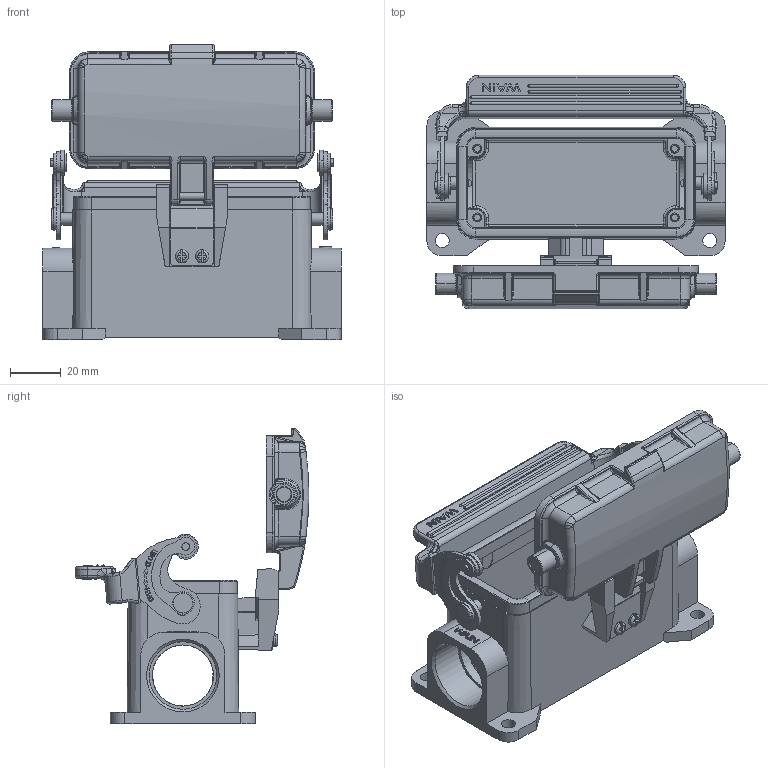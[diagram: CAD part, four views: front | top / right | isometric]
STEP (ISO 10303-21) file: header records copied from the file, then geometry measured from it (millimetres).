
FILE_DESCRIPTION(/* description */ (''),/* implementation_level */ '2;1');
FILE_NAME(/* name */ 'H16B-SF-1L.SC-MCV-2PG21.stp',/* time_stamp */ '2023-09-04T16:24:43+08:00',/* author */ (''),/* organization */ (''),/* preprocessor_version */ 'ST-DEVELOPER v18.1',/* originating_system */ 'SIEMENS PLM Software NX 1980',/* authorisation */ '');
FILE_SCHEMA (('AUTOMOTIVE_DESIGN { 1 0 10303 214 3 1 1 1 }'));
Products named in the file (1): 13844708D5DFgbuy
Bounding box: 117 x 91.74 x 116.12 mm (x, y, z)
Volume: 129213.3 mm3; surface area: 89692.6 mm2
Topology: 23 solids, 25 shells, 2165 faces, 5686 edges, 3645 vertices
Faces by surface type: cylinder 965, plane 805, torus 170, bspline 80, cone 64, sphere 38, extrusion 35, revolution 8
Full cylindrical faces by diameter (mm): 1.9 x2, 3 x7, 4 x4, 4.9 x2, 8 x2, 24 x2, 26.5 x2
Entity records: 88618 total; most frequent: CARTESIAN_POINT 37775, ORIENTED_EDGE 11223, DIRECTION 9135, EDGE_CURVE 5614, VERTEX_POINT 3630, AXIS2_PLACEMENT_3D 3314, VECTOR 2499, LINE 2464
